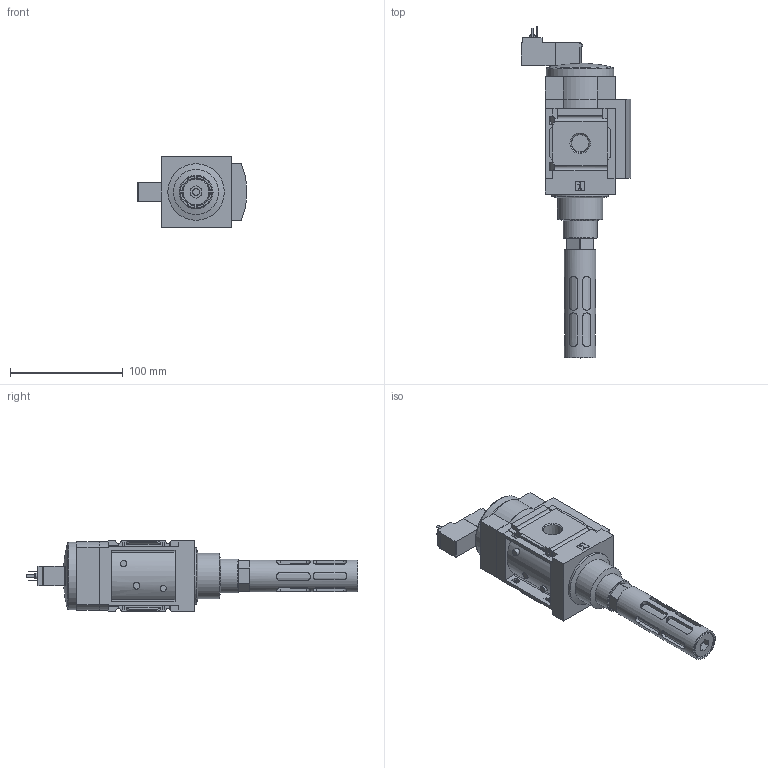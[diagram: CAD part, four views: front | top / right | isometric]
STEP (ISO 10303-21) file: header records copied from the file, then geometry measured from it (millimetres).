
FILE_DESCRIPTION(/* description */ ('STEP AP214'),/* implementation_level */ '2;1');
FILE_NAME(/* name */ '538773_MS6N-EE-3_8-V110-S',/* time_stamp */ '2024-09-10T21:16:27+02:00',/* author */ ('License CC BY-ND 4.0'),/* organization */ ('CADENAS'),/* preprocessor_version */ 'ST-DEVELOPER v19.3',/* originating_system */ 'PARTsolutions',/* authorisation */ ' ');
FILE_SCHEMA (('AUTOMOTIVE_DESIGN {1 0 10303 214 3 1 1}'));
Length unit declared in the file: millimetre
Products named in the file (3): 538773 MS6N-EE-3/8-V110-S; 527683 MS6N-EE-3/8-V110-S0d; 12741 U-1/2-B-NPT
Assembly tree (2 placements, depth 2):
  538773 MS6N-EE-3/8-V110-S
    527683 MS6N-EE-3/8-V110-S0d
    12741 U-1/2-B-NPT
Bounding box: 96.8 x 293.9 x 62 mm (x, y, z)
Volume: 529686.5 mm3; surface area: 77469.9 mm2
Topology: 2 solids, 3 shells, 450 faces, 1181 edges, 766 vertices
Faces by surface type: plane 294, cylinder 109, cone 40, torus 7
Full cylindrical faces by diameter (mm): 2.013 x1, 2.5 x1, 3.8 x1, 5 x1, 5.5 x4, 5.8 x2, 6 x1, 16 x1, 20.955 x1, 22.5 x1, 28 x1, 30 x1, 40 x1, 50 x1, 60 x1
Entity records: 16974 total; most frequent: CARTESIAN_POINT 2972, ORIENTED_EDGE 2238, DIRECTION 2106, EDGE_CURVE 1119, VERTEX_POINT 755, LINE 736, VECTOR 736, AXIS2_PLACEMENT_3D 685
